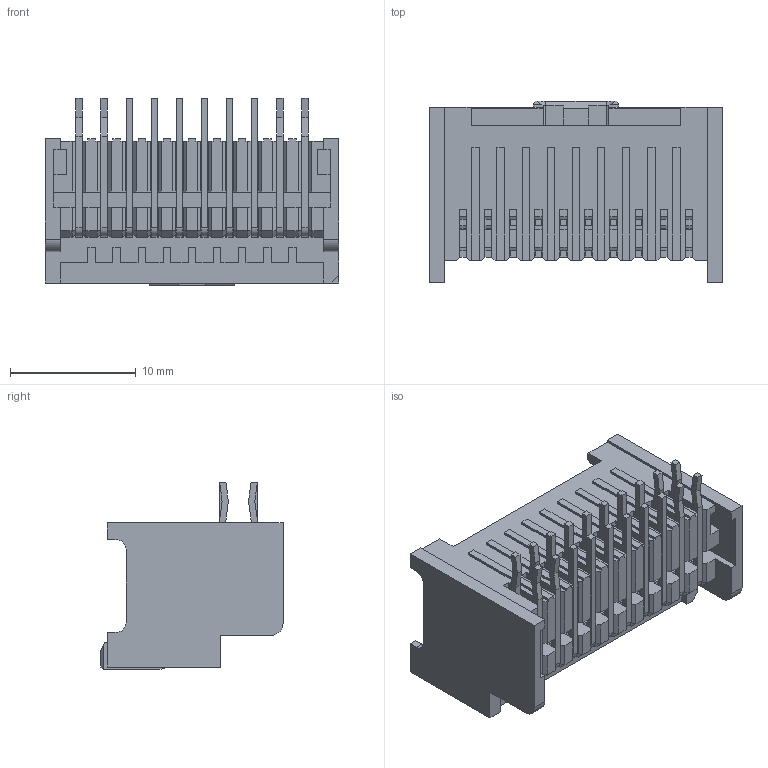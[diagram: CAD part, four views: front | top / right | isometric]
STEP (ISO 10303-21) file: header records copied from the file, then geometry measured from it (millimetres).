
FILE_DESCRIPTION((''),'2;1');
FILE_NAME('559592030','2008-01-15T',('mhm01'),(''),'PRO/ENGINEER BY PARAMETRIC TECHNOLOGY CORPORATION, 2003451','PRO/ENGINEER BY PARAMETRIC TECHNOLOGY CORPORATION, 2003451','');
FILE_SCHEMA(('CONFIG_CONTROL_DESIGN'));
Length unit declared in the file: millimetre
Products named in the file (1): 559592030
Bounding box: 23.4 x 14.5 x 14.9 mm (x, y, z)
Volume: 1447.5 mm3; surface area: 3074.6 mm2
Topology: 11 solids, 11 shells, 869 faces, 2502 edges, 1636 vertices
Faces by surface type: plane 797, cylinder 62, cone 10
Entity records: 27909 total; most frequent: CARTESIAN_POINT 4962, ORIENTED_EDGE 4918, DIRECTION 4416, EDGE_CURVE 2459, VECTOR 2328, LINE 2328, VERTEX_POINT 1590, AXIS2_PLACEMENT_3D 1044
